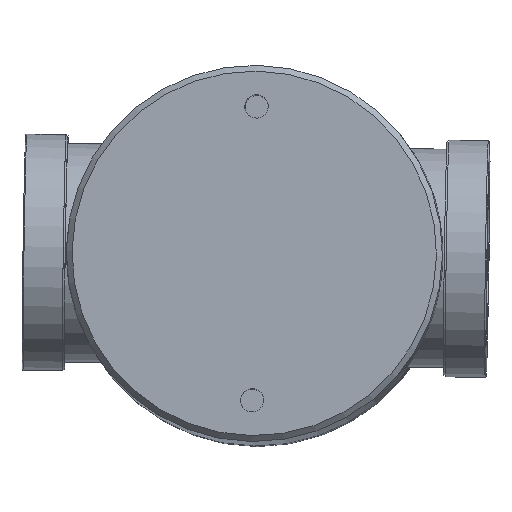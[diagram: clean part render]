
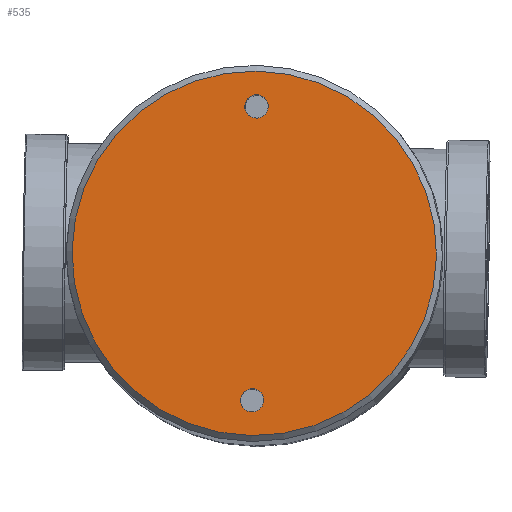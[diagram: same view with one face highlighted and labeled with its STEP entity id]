
A CAD part, front view. The second image highlights one B-rep face of the part: STEP entity #535.
In plain terms, the highlighted face is planar.
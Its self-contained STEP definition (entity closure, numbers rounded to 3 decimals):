
#68 = EDGE_LOOP ( 'NONE', ( #7065 ) ) ;
#114 = ORIENTED_EDGE ( 'NONE', *, *, #5478, .T. ) ;
#535 = ADVANCED_FACE ( 'NONE', ( #2247, #6874, #1458 ), #5280, .F. ) ;
#713 = EDGE_CURVE ( 'NONE', #7440, #7440, #1984, .T. ) ;
#1358 = CIRCLE ( 'NONE', #3111, 3.969 ) ;
#1458 = FACE_BOUND ( 'NONE', #68, .T. ) ;
#1544 = AXIS2_PLACEMENT_3D ( 'NONE', #9760, #3047, #4497 ) ;
#1886 = DIRECTION ( 'NONE',  ( 0., 0., -1. ) ) ;
#1984 = CIRCLE ( 'NONE', #9131, 3.969 ) ;
#2016 = AXIS2_PLACEMENT_3D ( 'NONE', #6614, #5905, #4387 ) ;
#2044 = EDGE_LOOP ( 'NONE', ( #7127 ) ) ;
#2247 = FACE_OUTER_BOUND ( 'NONE', #4745, .T. ) ;
#2269 = CARTESIAN_POINT ( 'NONE',  ( 0., 0., 62. ) ) ;
#3047 = DIRECTION ( 'NONE',  ( 0., 1., 0. ) ) ;
#3111 = AXIS2_PLACEMENT_3D ( 'NONE', #3530, #3626, #6549 ) ;
#3415 = CARTESIAN_POINT ( 'NONE',  ( 0., 0., 46.031 ) ) ;
#3530 = CARTESIAN_POINT ( 'NONE',  ( 0., 0., 50. ) ) ;
#3626 = DIRECTION ( 'NONE',  ( 0., -1., 0. ) ) ;
#4387 = DIRECTION ( 'NONE',  ( 0., 0., 1. ) ) ;
#4497 = DIRECTION ( 'NONE',  ( 0., 0., 1. ) ) ;
#4745 = EDGE_LOOP ( 'NONE', ( #114 ) ) ;
#5280 = PLANE ( 'NONE',  #1544 ) ;
#5478 = EDGE_CURVE ( 'NONE', #9074, #9074, #6299, .T. ) ;
#5905 = DIRECTION ( 'NONE',  ( 0., -1., 0. ) ) ;
#6299 = CIRCLE ( 'NONE', #2016, 62. ) ;
#6319 = CARTESIAN_POINT ( 'NONE',  ( 0., 0., -50. ) ) ;
#6549 = DIRECTION ( 'NONE',  ( 0., 0., -1. ) ) ;
#6614 = CARTESIAN_POINT ( 'NONE',  ( 0., 0., 0. ) ) ;
#6874 = FACE_BOUND ( 'NONE', #2044, .T. ) ;
#7065 = ORIENTED_EDGE ( 'NONE', *, *, #713, .F. ) ;
#7127 = ORIENTED_EDGE ( 'NONE', *, *, #9626, .F. ) ;
#7440 = VERTEX_POINT ( 'NONE', #8177 ) ;
#8177 = CARTESIAN_POINT ( 'NONE',  ( 0., 0., -53.969 ) ) ;
#8526 = VERTEX_POINT ( 'NONE', #3415 ) ;
#8747 = DIRECTION ( 'NONE',  ( 0., -1., 0. ) ) ;
#9074 = VERTEX_POINT ( 'NONE', #2269 ) ;
#9131 = AXIS2_PLACEMENT_3D ( 'NONE', #6319, #8747, #1886 ) ;
#9626 = EDGE_CURVE ( 'NONE', #8526, #8526, #1358, .T. ) ;
#9760 = CARTESIAN_POINT ( 'NONE',  ( 0., 0., 0. ) ) ;
